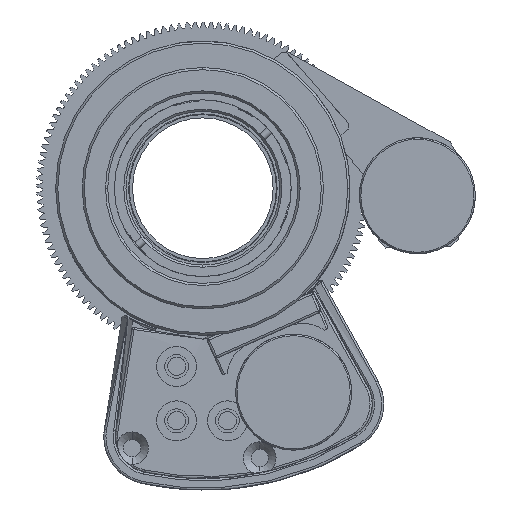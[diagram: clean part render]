
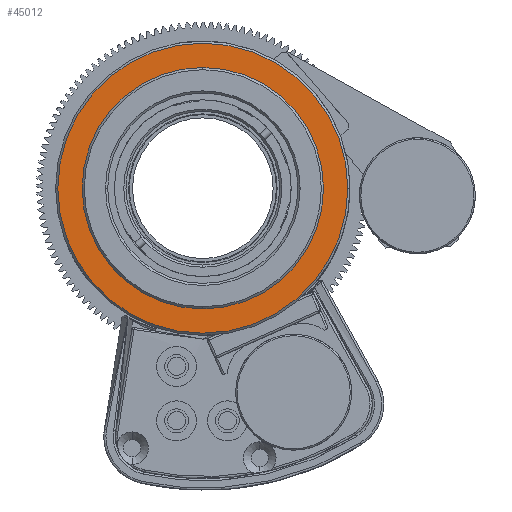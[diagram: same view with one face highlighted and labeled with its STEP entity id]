
A CAD part, left-side view. The second image highlights one B-rep face of the part: STEP entity #45012.
In plain terms, the highlighted planar face has unit normal (1, 0, 0).
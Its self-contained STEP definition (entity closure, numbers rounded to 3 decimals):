
#1308 = CARTESIAN_POINT ( 'NONE',  ( 3.4, 20., 0. ) ) ;
#2274 = AXIS2_PLACEMENT_3D ( 'NONE', #36203, #15545, #39628 ) ;
#2381 = CIRCLE ( 'NONE', #28787, 15.176 ) ;
#3859 = FACE_OUTER_BOUND ( 'NONE', #18085, .T. ) ;
#3870 = EDGE_CURVE ( 'NONE', #42128, #4162, #2381, .T. ) ;
#4162 = VERTEX_POINT ( 'NONE', #31507 ) ;
#4265 = FACE_BOUND ( 'NONE', #41704, .T. ) ;
#5186 = ORIENTED_EDGE ( 'NONE', *, *, #5858, .F. ) ;
#5858 = EDGE_CURVE ( 'NONE', #30153, #41827, #34824, .T. ) ;
#6593 = EDGE_CURVE ( 'NONE', #4162, #42128, #34145, .T. ) ;
#6978 = CARTESIAN_POINT ( 'NONE',  ( 3.4, 20.299, 0.234 ) ) ;
#10572 = PLANE ( 'NONE',  #20434 ) ;
#14400 = CIRCLE ( 'NONE', #2274, 20. ) ;
#15545 = DIRECTION ( 'NONE',  ( -1., 0., 0. ) ) ;
#16216 = DIRECTION ( 'NONE',  ( 0., 0., 1. ) ) ;
#16265 = DIRECTION ( 'NONE',  ( -1., 0., 0. ) ) ;
#16335 = CARTESIAN_POINT ( 'NONE',  ( 3.4, 0., 0. ) ) ;
#16777 = CARTESIAN_POINT ( 'NONE',  ( 3.4, 0., 15.176 ) ) ;
#17128 = ORIENTED_EDGE ( 'NONE', *, *, #3870, .T. ) ;
#17666 = DIRECTION ( 'NONE',  ( -1., 0., 0. ) ) ;
#18085 = EDGE_LOOP ( 'NONE', ( #5186, #29183 ) ) ;
#20434 = AXIS2_PLACEMENT_3D ( 'NONE', #6978, #17666, #41700 ) ;
#24665 = EDGE_CURVE ( 'NONE', #41827, #30153, #14400, .T. ) ;
#27439 = AXIS2_PLACEMENT_3D ( 'NONE', #16335, #16265, #16216 ) ;
#28289 = ORIENTED_EDGE ( 'NONE', *, *, #6593, .T. ) ;
#28787 = AXIS2_PLACEMENT_3D ( 'NONE', #38599, #38561, #38557 ) ;
#29183 = ORIENTED_EDGE ( 'NONE', *, *, #24665, .F. ) ;
#30153 = VERTEX_POINT ( 'NONE', #1308 ) ;
#31431 = AXIS2_PLACEMENT_3D ( 'NONE', #39375, #39326, #39223 ) ;
#31507 = CARTESIAN_POINT ( 'NONE',  ( 3.4, 0., -15.176 ) ) ;
#32575 = CARTESIAN_POINT ( 'NONE',  ( 3.4, -20., 0. ) ) ;
#34145 = CIRCLE ( 'NONE', #27439, 15.176 ) ;
#34824 = CIRCLE ( 'NONE', #31431, 20. ) ;
#36203 = CARTESIAN_POINT ( 'NONE',  ( 3.4, 0., 0. ) ) ;
#38557 = DIRECTION ( 'NONE',  ( 0., 0., 1. ) ) ;
#38561 = DIRECTION ( 'NONE',  ( -1., 0., 0. ) ) ;
#38599 = CARTESIAN_POINT ( 'NONE',  ( 3.4, 0., 0. ) ) ;
#39223 = DIRECTION ( 'NONE',  ( 0., 1., 0. ) ) ;
#39326 = DIRECTION ( 'NONE',  ( -1., 0., 0. ) ) ;
#39375 = CARTESIAN_POINT ( 'NONE',  ( 3.4, 0., 0. ) ) ;
#39628 = DIRECTION ( 'NONE',  ( 0., 1., 0. ) ) ;
#41700 = DIRECTION ( 'NONE',  ( 0., -1., 0. ) ) ;
#41704 = EDGE_LOOP ( 'NONE', ( #17128, #28289 ) ) ;
#41827 = VERTEX_POINT ( 'NONE', #32575 ) ;
#42128 = VERTEX_POINT ( 'NONE', #16777 ) ;
#45012 = ADVANCED_FACE ( 'NONE', ( #4265, #3859 ), #10572, .F. ) ;
